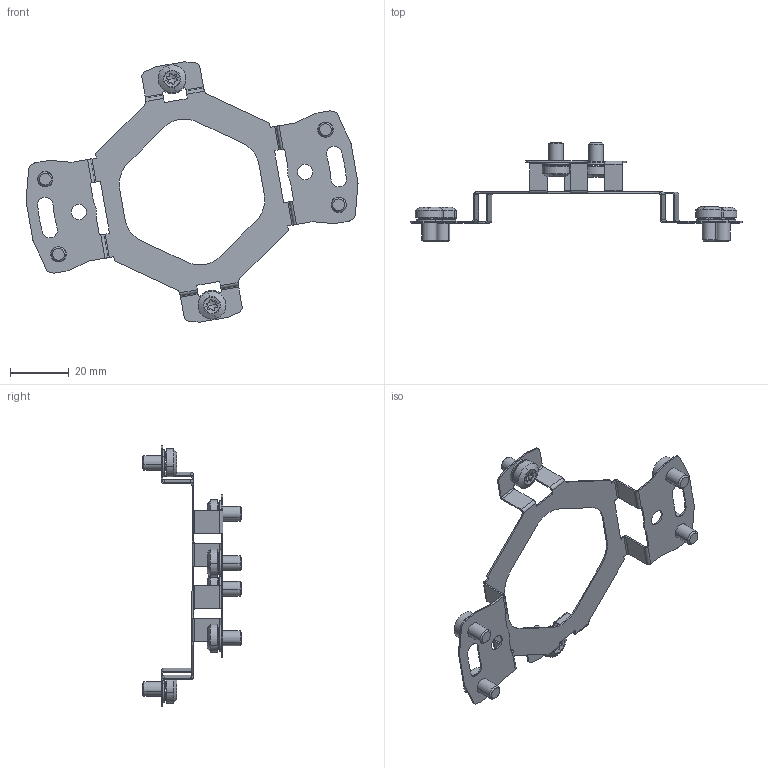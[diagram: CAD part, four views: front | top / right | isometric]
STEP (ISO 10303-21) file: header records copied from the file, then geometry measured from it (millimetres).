
FILE_DESCRIPTION (( 'STEP AP203' ), '1' );
FILE_NAME ('M014_M9445-045.STEP', '2018-03-29T06:50:07', ( '' ), ( '' ), 'SwSTEP 2.0', 'SolidWorks 2016', '' );
FILE_SCHEMA (( 'CONFIG_CONTROL_DESIGN' ));
Products named in the file (1): M014_M9445-045
Bounding box: 112.7 x 33.6 x 88.37 mm (x, y, z)
Surface area: 10564.4 mm2 (no closed solid volume)
Topology: 0 solids, 19 shells, 885 faces, 5010 edges, 4154 vertices
Faces by surface type: plane 353, cone 276, cylinder 228, sphere 12, torus 12, bspline 4
Entity records: 51497 total; most frequent: CARTESIAN_POINT 16892, ORIENTED_EDGE 6726, DIRECTION 6408, EDGE_CURVE 4998, VERTEX_POINT 4154, LINE 2228, VECTOR 2228, AXIS2_PLACEMENT_3D 2090
